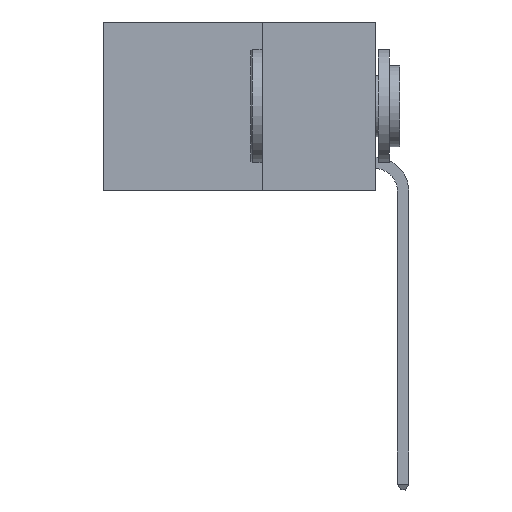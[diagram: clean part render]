
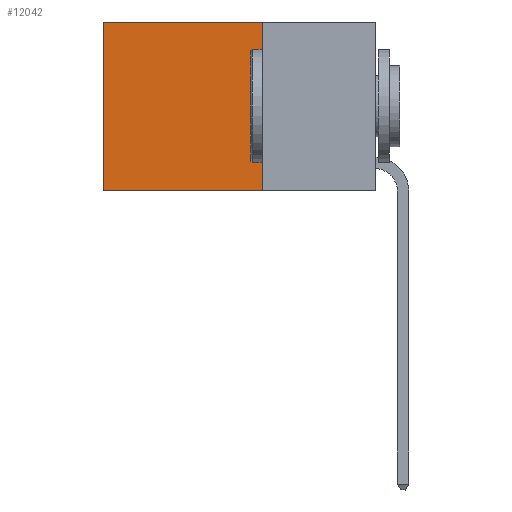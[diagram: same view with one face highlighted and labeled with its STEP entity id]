
A CAD part, left-side view. The second image highlights one B-rep face of the part: STEP entity #12042.
In plain terms, the highlighted planar face has unit normal (-1, 0, 0).
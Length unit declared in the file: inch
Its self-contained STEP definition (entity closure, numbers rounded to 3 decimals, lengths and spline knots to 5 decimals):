
#10 = VECTOR ( 'NONE', #7076, 39.37008 ) ;
#224 = EDGE_LOOP ( 'NONE', ( #1467, #4758, #11872, #5845 ) ) ;
#303 = CARTESIAN_POINT ( 'NONE',  ( 0.2625, 0.25, 0. ) ) ;
#346 = LINE ( 'NONE', #1871, #10 ) ;
#750 = CARTESIAN_POINT ( 'NONE',  ( 0.2625, 0.25, 0. ) ) ;
#1353 = PLANE ( 'NONE',  #5946 ) ;
#1406 = DIRECTION ( 'NONE',  ( 0., 0., -1. ) ) ;
#1467 = ORIENTED_EDGE ( 'NONE', *, *, #4905, .T. ) ;
#1559 = CARTESIAN_POINT ( 'NONE',  ( 0.2625, 0.25, -0.37 ) ) ;
#1871 = CARTESIAN_POINT ( 'NONE',  ( 0.2625, 0.25, -0.37 ) ) ;
#2438 = VECTOR ( 'NONE', #3927, 39.37008 ) ;
#2498 = CARTESIAN_POINT ( 'NONE',  ( 0.2625, 0.6, 0. ) ) ;
#2986 = CARTESIAN_POINT ( 'NONE',  ( 0.2625, 0.6, -0.37 ) ) ;
#3555 = EDGE_CURVE ( 'NONE', #9057, #4577, #10017, .T. ) ;
#3775 = FACE_OUTER_BOUND ( 'NONE', #224, .T. ) ;
#3927 = DIRECTION ( 'NONE',  ( 0., 1., 0. ) ) ;
#4577 = VERTEX_POINT ( 'NONE', #2498 ) ;
#4758 = ORIENTED_EDGE ( 'NONE', *, *, #10446, .F. ) ;
#4905 = EDGE_CURVE ( 'NONE', #4577, #8490, #6155, .T. ) ;
#5815 = CARTESIAN_POINT ( 'NONE',  ( 0.2625, 0.25, 0. ) ) ;
#5845 = ORIENTED_EDGE ( 'NONE', *, *, #3555, .T. ) ;
#5946 = AXIS2_PLACEMENT_3D ( 'NONE', #303, #7616, #1406 ) ;
#6155 = LINE ( 'NONE', #12147, #13153 ) ;
#7076 = DIRECTION ( 'NONE',  ( 0., 1., 0. ) ) ;
#7200 = VECTOR ( 'NONE', #11503, 39.37008 ) ;
#7461 = CARTESIAN_POINT ( 'NONE',  ( 0.2625, 0.25, 0. ) ) ;
#7616 = DIRECTION ( 'NONE',  ( 1., 0., 0. ) ) ;
#8141 = DIRECTION ( 'NONE',  ( 0., 0., -1. ) ) ;
#8192 = VERTEX_POINT ( 'NONE', #1559 ) ;
#8490 = VERTEX_POINT ( 'NONE', #2986 ) ;
#9057 = VERTEX_POINT ( 'NONE', #750 ) ;
#9922 = LINE ( 'NONE', #7461, #7200 ) ;
#10017 = LINE ( 'NONE', #5815, #2438 ) ;
#10446 = EDGE_CURVE ( 'NONE', #8192, #8490, #346, .T. ) ;
#10721 = EDGE_CURVE ( 'NONE', #9057, #8192, #9922, .T. ) ;
#11503 = DIRECTION ( 'NONE',  ( 0., 0., -1. ) ) ;
#11872 = ORIENTED_EDGE ( 'NONE', *, *, #10721, .F. ) ;
#12042 = ADVANCED_FACE ( 'NONE', ( #3775 ), #1353, .F. ) ;
#12147 = CARTESIAN_POINT ( 'NONE',  ( 0.2625, 0.6, 0. ) ) ;
#13153 = VECTOR ( 'NONE', #8141, 39.37008 ) ;
